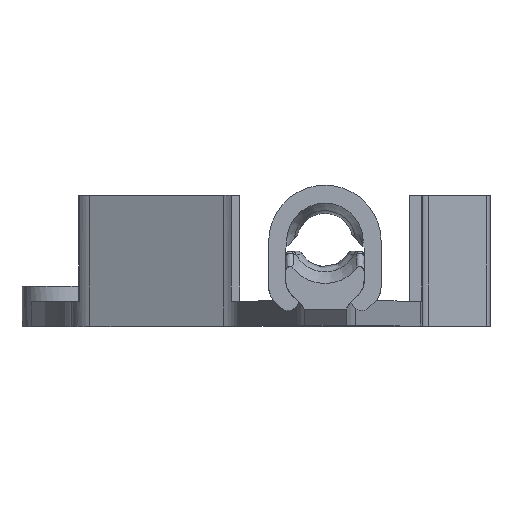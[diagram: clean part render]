
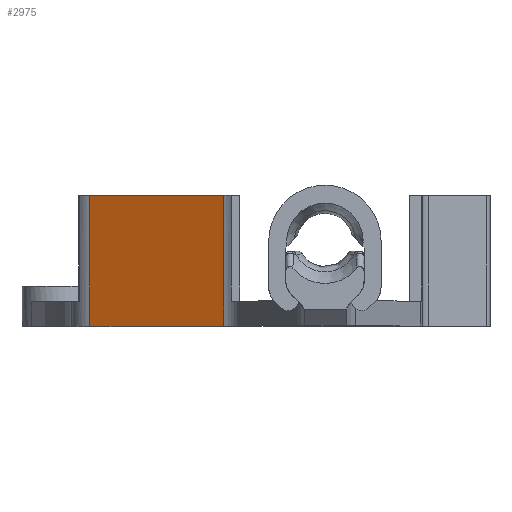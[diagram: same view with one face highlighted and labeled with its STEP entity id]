
A CAD part, top view. The second image highlights one B-rep face of the part: STEP entity #2975.
In plain terms, the highlighted planar face has unit normal (-0.42, 0, 0.907).
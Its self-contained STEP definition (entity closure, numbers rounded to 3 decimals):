
#92=PLANE('',#3259);
#249=LINE('',#5308,#486);
#334=LINE('',#5611,#571);
#344=LINE('',#5728,#581);
#345=LINE('',#5729,#582);
#486=VECTOR('',#3620,10.);
#571=VECTOR('',#3905,10.);
#581=VECTOR('',#3937,10.);
#582=VECTOR('',#3938,10.);
#831=FACE_OUTER_BOUND('',#999,.T.);
#999=EDGE_LOOP('',(#2548,#2549,#2550,#2551));
#1314=VERTEX_POINT('',#5305);
#1315=VERTEX_POINT('',#5307);
#1409=VERTEX_POINT('',#5609);
#1415=VERTEX_POINT('',#5727);
#1669=EDGE_CURVE('',#1314,#1315,#249,.F.);
#1808=EDGE_CURVE('',#1409,#1314,#334,.T.);
#1823=EDGE_CURVE('',#1315,#1415,#344,.T.);
#1824=EDGE_CURVE('',#1415,#1409,#345,.T.);
#2548=ORIENTED_EDGE('',*,*,#1823,.F.);
#2549=ORIENTED_EDGE('',*,*,#1669,.F.);
#2550=ORIENTED_EDGE('',*,*,#1808,.F.);
#2551=ORIENTED_EDGE('',*,*,#1824,.F.);
#2975=ADVANCED_FACE('',(#831),#92,.T.);
#3259=AXIS2_PLACEMENT_3D('',#5726,#3935,#3936);
#3620=DIRECTION('',(0.907,0.,0.42));
#3905=DIRECTION('',(0.,-1.,0.));
#3935=DIRECTION('center_axis',(-0.42,0.,
0.907));
#3936=DIRECTION('ref_axis',(-0.907,0.,-0.42));
#3937=DIRECTION('',(0.,1.,0.));
#3938=DIRECTION('',(0.907,0.,0.42));
#5305=CARTESIAN_POINT('',(-8.123,28.579,36.023));
#5307=CARTESIAN_POINT('',(-20.957,28.579,30.077));
#5308=CARTESIAN_POINT('',(-1.569,28.579,39.059));
#5609=CARTESIAN_POINT('',(-8.123,41.129,36.023));
#5611=CARTESIAN_POINT('',(-8.123,30.479,36.023));
#5726=CARTESIAN_POINT('Origin',(-7.07,32.479,36.511));
#5727=CARTESIAN_POINT('',(-20.957,41.129,30.077));
#5728=CARTESIAN_POINT('',(-20.957,32.479,30.077));
#5729=CARTESIAN_POINT('',(-23.694,41.129,28.809));
